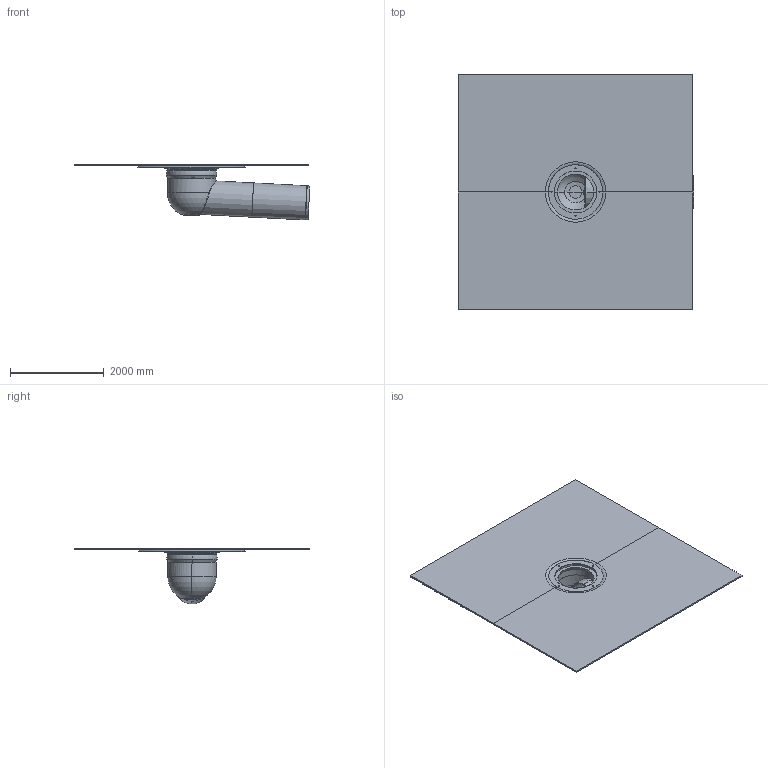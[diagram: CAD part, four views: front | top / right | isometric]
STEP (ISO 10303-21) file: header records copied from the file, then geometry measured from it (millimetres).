
FILE_DESCRIPTION(/* description */ (''),/* implementation_level */ '2;1');
FILE_NAME(/* name */ '15400.070X_3D.stp',/* time_stamp */ '2024-12-12T06:53:27+01:00',/* author */ ('CAD'),/* organization */ (''),/* preprocessor_version */ 'ST-DEVELOPER v20',/* originating_system */ 'AutoCAD Mechanical',/* authorisation */ '');
FILE_SCHEMA (('AUTOMOTIVE_DESIGN { 1 0 10303 214 3 1 1 }'));
Length unit declared in the file: centimetre
Products named in the file (6): Product; *S0; *S3; *S2; *S5; *S4
Assembly tree (5 placements, depth 3):
  Product
    *S0
    *S3
      *S2
    *S5
      *S4
Bounding box: 5018.83 x 5000 x 1191.28 mm (x, y, z)
Volume: 1477271335 mm3; surface area: 115564810.3 mm2
Topology: 14 solids, 14 shells, 256 faces, 931 edges, 940 vertices
Faces by surface type: torus 81, cone 61, plane 56, cylinder 48, bspline 6, sphere 4
Full cylindrical faces by diameter (mm): 20 x10, 80 x1, 698 x2, 730 x3, 770 x1, 810 x1, 885 x1, 901 x1, 905 x1, 953.818 x1, 965 x2, 980 x1, 1000 x1, 1030 x1
Entity records: 12361 total; most frequent: CARTESIAN_POINT 4219, DIRECTION 1855, ORIENTED_EDGE 1352, AXIS2_PLACEMENT_3D 760, EDGE_CURVE 676, CIRCLE 495, VERTEX_POINT 443, LINE 335
